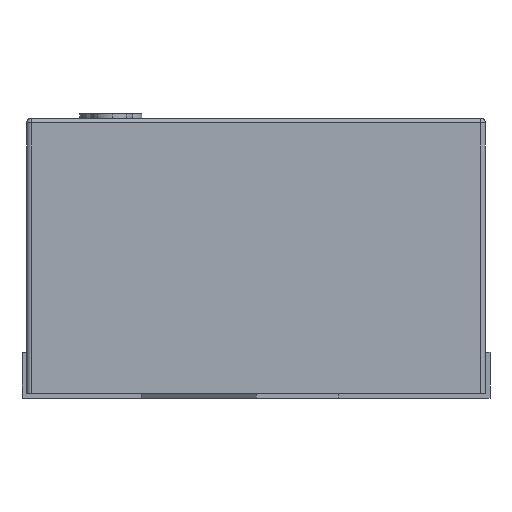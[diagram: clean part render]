
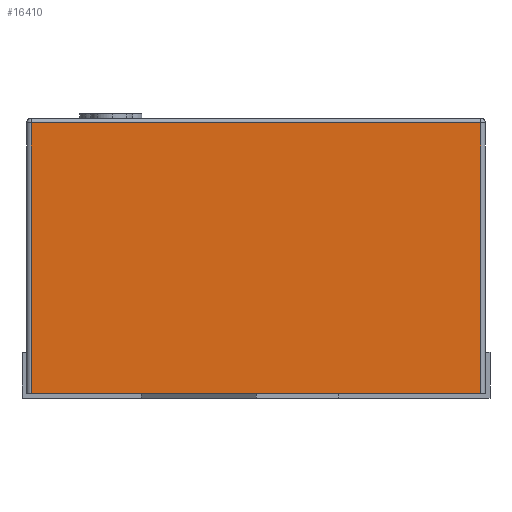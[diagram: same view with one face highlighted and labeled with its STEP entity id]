
A CAD part, left-side view. The second image highlights one B-rep face of the part: STEP entity #16410.
In plain terms, the highlighted planar face has unit normal (-1, 0, 0).
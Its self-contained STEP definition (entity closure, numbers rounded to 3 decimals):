
#24 = AXIS2_PLACEMENT_3D ( 'NONE', #143, #2705, #451 ) ;
#143 = CARTESIAN_POINT ( 'NONE',  ( -0.5, 0.5, 0.6 ) ) ;
#451 = DIRECTION ( 'NONE',  ( 0., 1., 0. ) ) ;
#532 = VERTEX_POINT ( 'NONE', #13462 ) ;
#692 = LINE ( 'NONE', #13785, #9930 ) ;
#1850 = CARTESIAN_POINT ( 'NONE',  ( -0.5, 0.5, 0.59 ) ) ;
#2237 = VECTOR ( 'NONE', #4863, 1000. ) ;
#2705 = DIRECTION ( 'NONE',  ( 1., 0., 0. ) ) ;
#2710 = EDGE_CURVE ( 'NONE', #3649, #6045, #692, .T. ) ;
#3134 = LINE ( 'NONE', #1850, #11489 ) ;
#3605 = CARTESIAN_POINT ( 'NONE',  ( -0.5, 0.49, 0.6 ) ) ;
#3649 = VERTEX_POINT ( 'NONE', #4004 ) ;
#4004 = CARTESIAN_POINT ( 'NONE',  ( -0.5, 0.49, 0. ) ) ;
#4612 = CARTESIAN_POINT ( 'NONE',  ( -0.5, -0.49, 0.59 ) ) ;
#4863 = DIRECTION ( 'NONE',  ( 0., 0., -1. ) ) ;
#6045 = VERTEX_POINT ( 'NONE', #10742 ) ;
#6169 = ORIENTED_EDGE ( 'NONE', *, *, #2710, .T. ) ;
#6223 = EDGE_CURVE ( 'NONE', #7587, #532, #3134, .T. ) ;
#7214 = DIRECTION ( 'NONE',  ( 0., 1., 0. ) ) ;
#7587 = VERTEX_POINT ( 'NONE', #4612 ) ;
#9916 = PLANE ( 'NONE',  #24 ) ;
#9930 = VECTOR ( 'NONE', #11252, 1000. ) ;
#10742 = CARTESIAN_POINT ( 'NONE',  ( -0.5, -0.49, 0. ) ) ;
#10940 = EDGE_CURVE ( 'NONE', #532, #3649, #10948, .T. ) ;
#10948 = LINE ( 'NONE', #3605, #2237 ) ;
#11252 = DIRECTION ( 'NONE',  ( 0., -1., 0. ) ) ;
#11489 = VECTOR ( 'NONE', #7214, 1000. ) ;
#12185 = EDGE_CURVE ( 'NONE', #6045, #7587, #15412, .T. ) ;
#12700 = CARTESIAN_POINT ( 'NONE',  ( -0.5, -0.49, 0.6 ) ) ;
#12923 = EDGE_LOOP ( 'NONE', ( #13844, #13783, #6169, #13472 ) ) ;
#12940 = DIRECTION ( 'NONE',  ( 0., 0., 1. ) ) ;
#13462 = CARTESIAN_POINT ( 'NONE',  ( -0.5, 0.49, 0.59 ) ) ;
#13472 = ORIENTED_EDGE ( 'NONE', *, *, #12185, .T. ) ;
#13783 = ORIENTED_EDGE ( 'NONE', *, *, #10940, .T. ) ;
#13785 = CARTESIAN_POINT ( 'NONE',  ( -0.5, 0.5, 0. ) ) ;
#13844 = ORIENTED_EDGE ( 'NONE', *, *, #6223, .T. ) ;
#14119 = FACE_OUTER_BOUND ( 'NONE', #12923, .T. ) ;
#15237 = VECTOR ( 'NONE', #12940, 1000. ) ;
#15412 = LINE ( 'NONE', #12700, #15237 ) ;
#16410 = ADVANCED_FACE ( 'NONE', ( #14119 ), #9916, .F. ) ;
